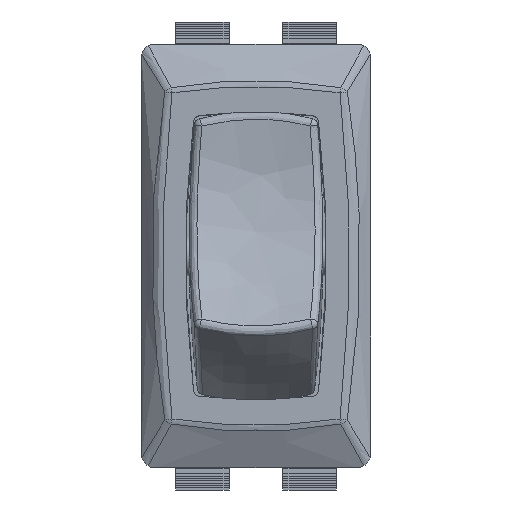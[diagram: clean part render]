
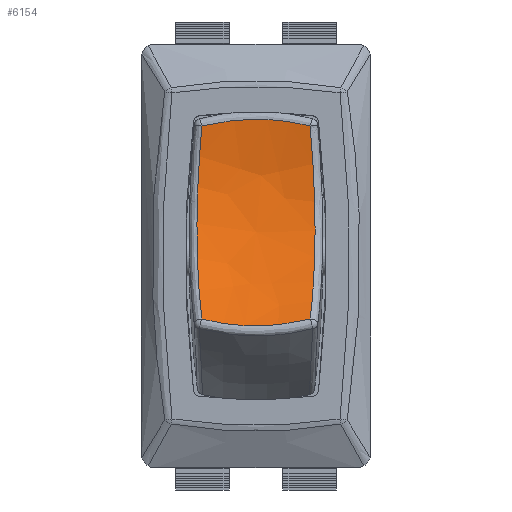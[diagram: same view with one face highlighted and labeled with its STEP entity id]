
A CAD part, top view. The second image highlights one B-rep face of the part: STEP entity #6154.
In plain terms, the highlighted free-form (B-spline) face has degree [2, 2] with [3, 3] control points.
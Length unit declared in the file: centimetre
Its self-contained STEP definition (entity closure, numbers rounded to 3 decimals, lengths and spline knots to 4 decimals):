
#15=(
BOUNDED_SURFACE()
B_SPLINE_SURFACE(2,2,((#9264,#9265,#9266),(#9267,#9268,#9269),(#9270,#9271,
#9272)),.UNSPECIFIED.,.F.,.F.,.F.)
B_SPLINE_SURFACE_WITH_KNOTS((3,3),(3,3),(-0.1425,0.1425),
(-2.064,-1.0776),.UNSPECIFIED.)
GEOMETRIC_REPRESENTATION_ITEM()
RATIONAL_B_SPLINE_SURFACE(((1.,0.881,1.),(0.99,0.872,
0.99),(1.,0.881,1.)))
REPRESENTATION_ITEM('')
SURFACE()
);
#52=B_SPLINE_CURVE_WITH_KNOTS('',3,(#8487,#8488,#8489,#8490),
 .UNSPECIFIED.,.F.,.F.,(4,4),(0.1537,0.976),
 .UNSPECIFIED.);
#89=B_SPLINE_CURVE_WITH_KNOTS('',3,(#8950,#8951,#8952,#8953,#8954),
 .UNSPECIFIED.,.F.,.F.,(4,1,4),(-1.8596,-0.9359,-0.2432),
 .UNSPECIFIED.);
#99=B_SPLINE_CURVE_WITH_KNOTS('',3,(#9109,#9110,#9111,#9112),
 .UNSPECIFIED.,.F.,.F.,(4,4),(0.1267,0.9486),
 .UNSPECIFIED.);
#101=B_SPLINE_CURVE_WITH_KNOTS('',3,(#9147,#9148,#9149,#9150,#9151),
 .UNSPECIFIED.,.F.,.F.,(4,1,4),(-1.8596,-1.1669,-0.2432),
 .UNSPECIFIED.);
#387=FACE_OUTER_BOUND('',#721,.T.);
#721=EDGE_LOOP('',(#4293,#4294,#4295,#4296));
#2475=VERTEX_POINT('',#8484);
#2476=VERTEX_POINT('',#8486);
#2536=VERTEX_POINT('',#8900);
#2540=VERTEX_POINT('',#8911);
#3118=EDGE_CURVE('',#2475,#2476,#52,.T.);
#3204=EDGE_CURVE('',#2540,#2475,#89,.T.);
#3214=EDGE_CURVE('',#2536,#2540,#99,.T.);
#3216=EDGE_CURVE('',#2476,#2536,#101,.T.);
#4293=ORIENTED_EDGE('',*,*,#3204,.F.);
#4294=ORIENTED_EDGE('',*,*,#3214,.F.);
#4295=ORIENTED_EDGE('',*,*,#3216,.F.);
#4296=ORIENTED_EDGE('',*,*,#3118,.F.);
#6154=ADVANCED_FACE('',(#387),#15,.T.);
#8484=CARTESIAN_POINT('',(-0.4017,0.9628,0.2175));
#8486=CARTESIAN_POINT('',(0.4017,0.9628,0.2175));
#8487=CARTESIAN_POINT('Ctrl Pts',(-0.4017,0.9628,0.2175));
#8488=CARTESIAN_POINT('Ctrl Pts',(-0.1413,1.0307,0.191));
#8489=CARTESIAN_POINT('Ctrl Pts',(0.1406,1.0309,0.1909));
#8490=CARTESIAN_POINT('Ctrl Pts',(0.4017,0.9628,0.2175));
#8900=CARTESIAN_POINT('',(0.4017,-0.4691,0.7387));
#8911=CARTESIAN_POINT('',(-0.4017,-0.4691,0.7387));
#8950=CARTESIAN_POINT('Ctrl Pts',(-0.4017,-0.4691,
0.7387));
#8951=CARTESIAN_POINT('Ctrl Pts',(-0.4273,-0.2615,
0.5238));
#8952=CARTESIAN_POINT('Ctrl Pts',(-0.4518,0.2048,
0.2419));
#8953=CARTESIAN_POINT('Ctrl Pts',(-0.4209,0.7399,
0.1941));
#8954=CARTESIAN_POINT('Ctrl Pts',(-0.4017,0.9628,
0.2175));
#9109=CARTESIAN_POINT('Ctrl Pts',(0.4017,-0.4691,
0.7387));
#9110=CARTESIAN_POINT('Ctrl Pts',(0.1411,-0.5383,
0.7621));
#9111=CARTESIAN_POINT('Ctrl Pts',(-0.1406,-0.5384,
0.7621));
#9112=CARTESIAN_POINT('Ctrl Pts',(-0.4017,-0.4691,
0.7387));
#9147=CARTESIAN_POINT('Ctrl Pts',(0.4017,0.9628,0.2175));
#9148=CARTESIAN_POINT('Ctrl Pts',(0.4209,0.7399,0.1941));
#9149=CARTESIAN_POINT('Ctrl Pts',(0.4518,0.2048,0.2419));
#9150=CARTESIAN_POINT('Ctrl Pts',(0.4273,-0.2615,
0.5238));
#9151=CARTESIAN_POINT('Ctrl Pts',(0.4017,-0.4691,
0.7387));
#9264=CARTESIAN_POINT('Ctrl Pts',(-0.4379,-0.4979,
0.7775));
#9265=CARTESIAN_POINT('Ctrl Pts',(-0.4379,0.1084,
0.0979));
#9266=CARTESIAN_POINT('Ctrl Pts',(-0.4379,1.0098,0.2287));
#9267=CARTESIAN_POINT('Ctrl Pts',(0.,-0.5448,
0.7356));
#9268=CARTESIAN_POINT('Ctrl Pts',(0.,0.084,
0.0308));
#9269=CARTESIAN_POINT('Ctrl Pts',(0.,1.0188,
0.1665));
#9270=CARTESIAN_POINT('Ctrl Pts',(0.4379,-0.4979,
0.7775));
#9271=CARTESIAN_POINT('Ctrl Pts',(0.4379,0.1084,0.0979));
#9272=CARTESIAN_POINT('Ctrl Pts',(0.4379,1.0098,0.2287));
